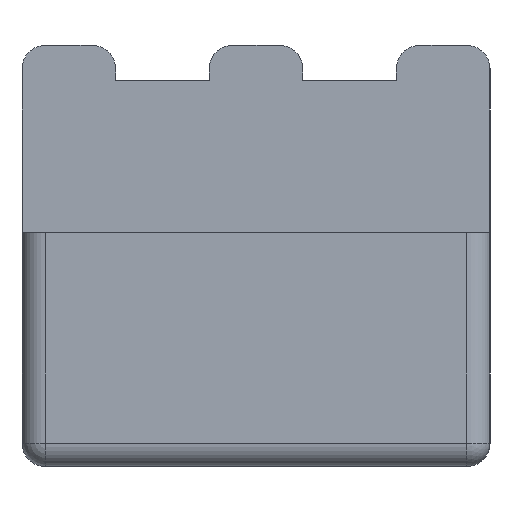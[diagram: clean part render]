
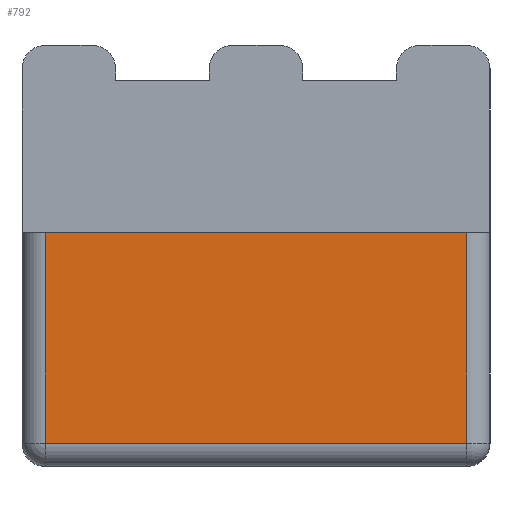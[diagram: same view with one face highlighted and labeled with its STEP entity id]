
A CAD part, left-side view. The second image highlights one B-rep face of the part: STEP entity #792.
In plain terms, the highlighted planar face has unit normal (-1, 0, 0).
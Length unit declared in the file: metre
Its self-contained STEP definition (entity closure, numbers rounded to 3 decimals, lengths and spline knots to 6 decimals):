
#113=ORIENTED_EDGE('',*,*,#329,.F.);
#114=ORIENTED_EDGE('',*,*,#344,.T.);
#115=ORIENTED_EDGE('',*,*,#345,.T.);
#116=ORIENTED_EDGE('',*,*,#346,.T.);
#329=EDGE_CURVE('',#445,#446,#517,.T.);
#344=EDGE_CURVE('',#445,#459,#531,.T.);
#345=EDGE_CURVE('',#459,#460,#532,.T.);
#346=EDGE_CURVE('',#460,#446,#533,.F.);
#445=VERTEX_POINT('',#1216);
#446=VERTEX_POINT('',#1218);
#459=VERTEX_POINT('',#1249);
#460=VERTEX_POINT('',#1251);
#517=LINE('',#1217,#589);
#531=LINE('',#1248,#603);
#532=LINE('',#1250,#604);
#533=LINE('',#1252,#605);
#589=VECTOR('',#961,1.);
#603=VECTOR('',#983,1.);
#604=VECTOR('',#984,1.);
#605=VECTOR('',#985,1.);
#656=EDGE_LOOP('',(#113,#114,#115,#116));
#714=FACE_BOUND('',#656,.T.);
#771=PLANE('',#857);
#792=ADVANCED_FACE('',(#714),#771,.F.);
#857=AXIS2_PLACEMENT_3D('',#1247,#981,#982);
#961=DIRECTION('',(0.,-1.,0.));
#981=DIRECTION('',(1.,0.,0.));
#982=DIRECTION('',(0.,0.,-1.));
#983=DIRECTION('',(0.,0.,-1.));
#984=DIRECTION('',(0.,-1.,0.));
#985=DIRECTION('',(0.,0.,-1.));
#1216=CARTESIAN_POINT('',(-0.017,0.0045,0.005));
#1217=CARTESIAN_POINT('',(-0.017,0.,0.005));
#1218=CARTESIAN_POINT('',(-0.017,-0.0045,0.005));
#1247=CARTESIAN_POINT('',(-0.017,0.,0.005));
#1248=CARTESIAN_POINT('',(-0.017,0.0045,0.005));
#1249=CARTESIAN_POINT('',(-0.017,0.0045,0.0005));
#1250=CARTESIAN_POINT('',(-0.017,0.,0.0005));
#1251=CARTESIAN_POINT('',(-0.017,-0.0045,0.0005));
#1252=CARTESIAN_POINT('',(-0.017,-0.0045,0.005));
